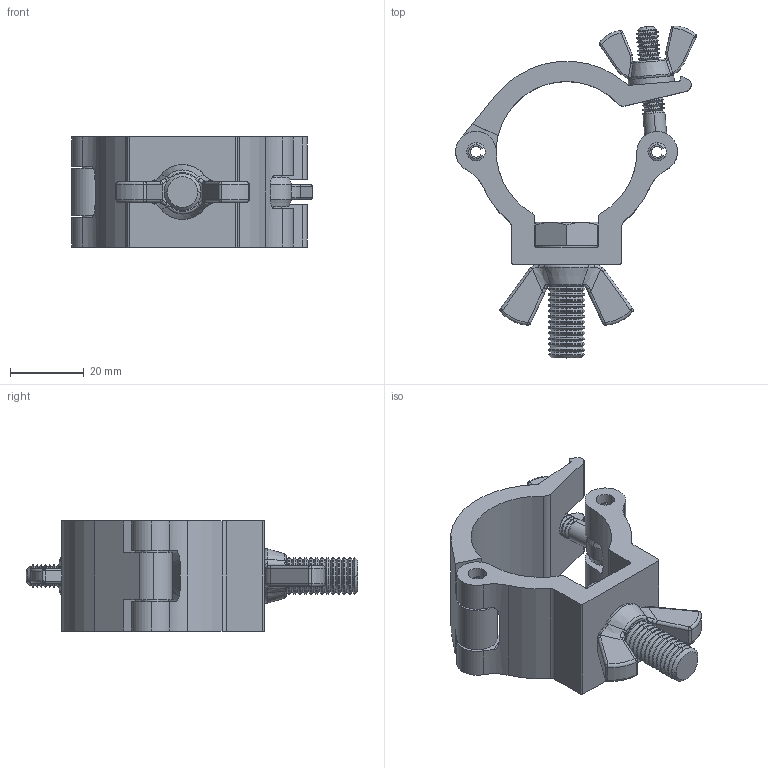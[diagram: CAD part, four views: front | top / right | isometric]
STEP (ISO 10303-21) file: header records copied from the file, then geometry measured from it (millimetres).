
FILE_DESCRIPTION (( 'STEP AP203' ), '1' );
FILE_NAME ('T58997 + T5899701.STEP', '2018-08-14T09:07:17', ( '' ), ( '' ), 'SwSTEP 2.0', 'SolidWorks 2016', '' );
FILE_SCHEMA (( 'CONFIG_CONTROL_DESIGN' ));
Length unit declared in the file: millimetre
Products named in the file (12): TH705_TH705; Hex Bolt_ISO 4016 - M10 x 30 x 30-WS; T78010_Spaced for T58970; TH2013_30MM WIDE; TH1821; T58997 + T5899701; F880_F880 M6 Wing Nut; TH134_TH134; F771; A Washer_Bright washer BS 4320 - M6 (Form A); F882_DIN 315-M12-GT-C-N; TH2014_30MM WIDE
Assembly tree (12 placements, depth 3):
  T58997 + T5899701
    TH134_TH134
      TH2014_30MM WIDE
    TH705_TH705
      TH2013_30MM WIDE
    T78010_Spaced for T58970
      TH1821
      F880_F880 M6 Wing Nut
      A Washer_Bright washer BS 4320 - M6 (Form A)
    F771  x2
    Hex Bolt_ISO 4016 - M10 x 30 x 30-WS
    F882_DIN 315-M12-GT-C-N
Bounding box: 65.4 x 90.19 x 29.9 mm (x, y, z)
Volume: 34204.9 mm3; surface area: 20548.2 mm2
Topology: 9 solids, 9 shells, 784 faces, 1795 edges, 1032 vertices
Faces by surface type: cone 274, torus 180, cylinder 163, plane 99, bspline 60, sphere 8
Entity records: 24195 total; most frequent: CARTESIAN_POINT 5481, DIRECTION 4061, ORIENTED_EDGE 3482, AXIS2_PLACEMENT_3D 1758, EDGE_CURVE 1741, CIRCLE 1032, VERTEX_POINT 1008, EDGE_LOOP 807
